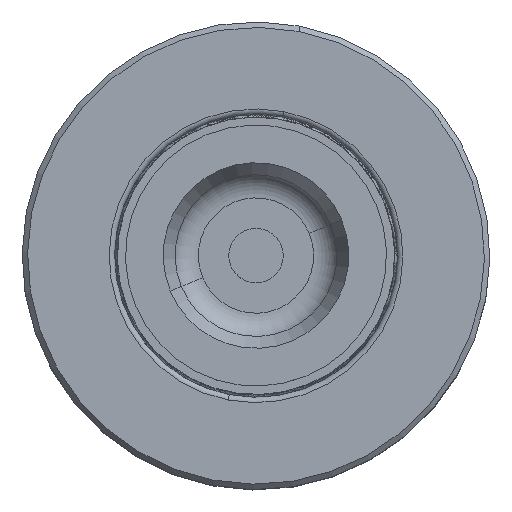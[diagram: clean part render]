
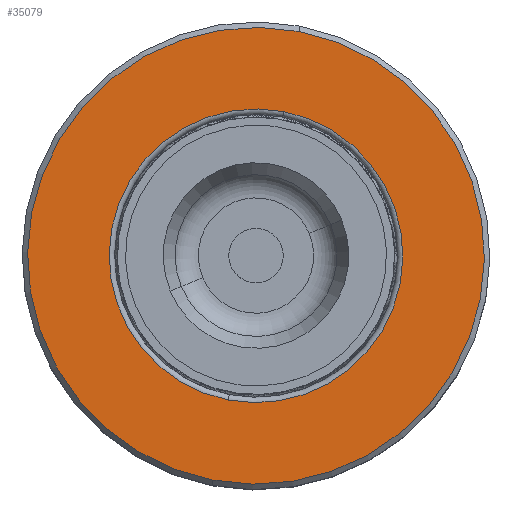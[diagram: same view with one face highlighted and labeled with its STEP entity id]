
A CAD part, top view. The second image highlights one B-rep face of the part: STEP entity #35079.
In plain terms, the highlighted face is planar.
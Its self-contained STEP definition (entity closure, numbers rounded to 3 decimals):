
#191 = AXIS2_PLACEMENT_3D ( 'NONE', #23446, #11375, #35654 ) ;
#1800 = VERTEX_POINT ( 'NONE', #21987 ) ;
#3377 = CARTESIAN_POINT ( 'NONE',  ( 0., 10.687, 0. ) ) ;
#4874 = CARTESIAN_POINT ( 'NONE',  ( 21., 10.687, 0. ) ) ;
#4972 = CARTESIAN_POINT ( 'NONE',  ( 0., 10.687, 0. ) ) ;
#5099 = DIRECTION ( 'NONE',  ( 0., 0., -1. ) ) ;
#6026 = VERTEX_POINT ( 'NONE', #12067 ) ;
#6441 = CARTESIAN_POINT ( 'NONE',  ( 0., 10.687, 13.5 ) ) ;
#6701 = CIRCLE ( 'NONE', #191, 21. ) ;
#7537 = CIRCLE ( 'NONE', #32019, 13.5 ) ;
#8649 = CARTESIAN_POINT ( 'NONE',  ( 0., 10.687, 0. ) ) ;
#10508 = VERTEX_POINT ( 'NONE', #21633 ) ;
#11056 = ORIENTED_EDGE ( 'NONE', *, *, #22743, .T. ) ;
#11375 = DIRECTION ( 'NONE',  ( 0., -1., 0. ) ) ;
#11840 = ORIENTED_EDGE ( 'NONE', *, *, #19260, .F. ) ;
#12067 = CARTESIAN_POINT ( 'NONE',  ( 0., 10.687, -21. ) ) ;
#13426 = DIRECTION ( 'NONE',  ( 0., 1., 0. ) ) ;
#13800 = CIRCLE ( 'NONE', #21401, 13.5 ) ;
#15768 = FACE_BOUND ( 'NONE', #16730, .T. ) ;
#16730 = EDGE_LOOP ( 'NONE', ( #20580, #11056 ) ) ;
#16959 = PLANE ( 'NONE',  #33870 ) ;
#18983 = EDGE_LOOP ( 'NONE', ( #29945, #11840 ) ) ;
#19260 = EDGE_CURVE ( 'NONE', #10508, #6026, #28308, .T. ) ;
#20580 = ORIENTED_EDGE ( 'NONE', *, *, #26848, .T. ) ;
#21059 = EDGE_CURVE ( 'NONE', #6026, #10508, #6701, .T. ) ;
#21330 = AXIS2_PLACEMENT_3D ( 'NONE', #3377, #36083, #27141 ) ;
#21401 = AXIS2_PLACEMENT_3D ( 'NONE', #8649, #33051, #29659 ) ;
#21633 = CARTESIAN_POINT ( 'NONE',  ( 0., 10.687, 21. ) ) ;
#21987 = CARTESIAN_POINT ( 'NONE',  ( 0., 10.687, -13.5 ) ) ;
#22334 = VERTEX_POINT ( 'NONE', #6441 ) ;
#22743 = EDGE_CURVE ( 'NONE', #22334, #1800, #13800, .T. ) ;
#23085 = DIRECTION ( 'NONE',  ( 0., -1., 0. ) ) ;
#23446 = CARTESIAN_POINT ( 'NONE',  ( 0., 10.687, 0. ) ) ;
#25621 = DIRECTION ( 'NONE',  ( 0., 0., 1. ) ) ;
#26848 = EDGE_CURVE ( 'NONE', #1800, #22334, #7537, .T. ) ;
#27141 = DIRECTION ( 'NONE',  ( 0., 0., -1. ) ) ;
#28308 = CIRCLE ( 'NONE', #21330, 21. ) ;
#29659 = DIRECTION ( 'NONE',  ( 0., 0., -1. ) ) ;
#29945 = ORIENTED_EDGE ( 'NONE', *, *, #21059, .F. ) ;
#32019 = AXIS2_PLACEMENT_3D ( 'NONE', #4972, #23085, #5099 ) ;
#33051 = DIRECTION ( 'NONE',  ( 0., -1., 0. ) ) ;
#33870 = AXIS2_PLACEMENT_3D ( 'NONE', #4874, #13426, #25621 ) ;
#35079 = ADVANCED_FACE ( 'NONE', ( #15768, #37403 ), #16959, .T. ) ;
#35654 = DIRECTION ( 'NONE',  ( 0., 0., -1. ) ) ;
#36083 = DIRECTION ( 'NONE',  ( 0., -1., 0. ) ) ;
#37403 = FACE_OUTER_BOUND ( 'NONE', #18983, .T. ) ;
